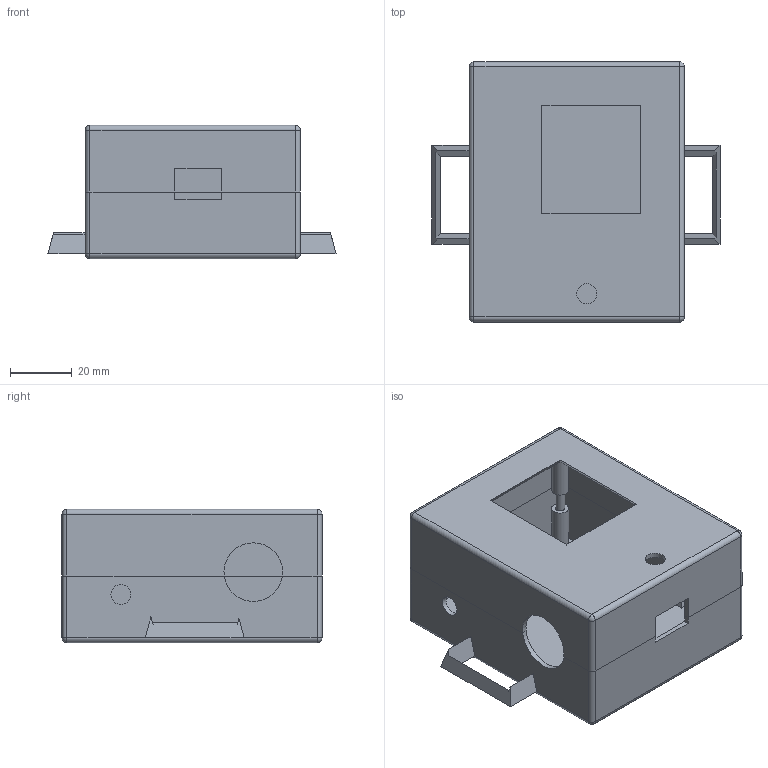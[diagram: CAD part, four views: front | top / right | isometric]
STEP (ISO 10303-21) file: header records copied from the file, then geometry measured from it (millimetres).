
FILE_DESCRIPTION(/* description */ (''),/* implementation_level */ '2;1');
FILE_NAME(/* name */ 'esp2.step',/* time_stamp */ '2025-08-11T03:23:05+01:00',/* author */ (''),/* organization */ (''),/* preprocessor_version */ 'ST-DEVELOPER v20.1',/* originating_system */ 'Autodesk Translation Framework v14.10.0.0',/* authorisation */ '');
FILE_SCHEMA (('AUTOMOTIVE_DESIGN { 1 0 10303 214 3 1 1 }'));
Length unit declared in the file: millimetre
Products named in the file (1): 2025-08-06-23-46-33-262
Bounding box: 93.25 x 84.2 x 43.2 mm (x, y, z)
Volume: 38776.1 mm3; surface area: 49917.7 mm2
Topology: 2 solids, 2 shells, 124 faces, 296 edges, 180 vertices
Faces by surface type: plane 76, cylinder 36, sphere 8, cone 4
Full cylindrical faces by diameter (mm): 3 x4, 3.325 x1, 3.35 x3, 5.35 x4, 5.5 x4, 6.5 x2
Entity records: 3532 total; most frequent: DIRECTION 614, CARTESIAN_POINT 593, ORIENTED_EDGE 576, EDGE_CURVE 288, LINE 212, VECTOR 212, AXIS2_PLACEMENT_3D 201, VERTEX_POINT 180
